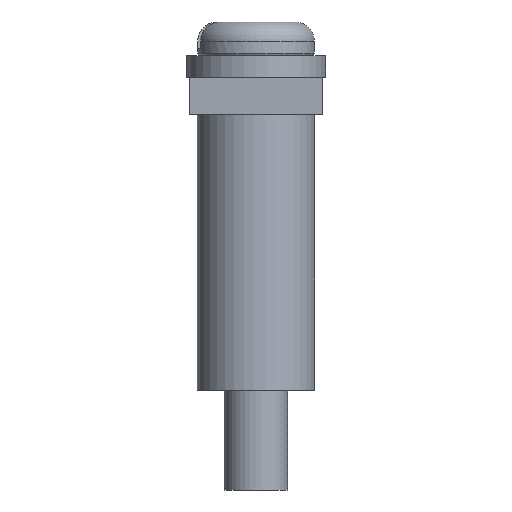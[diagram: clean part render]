
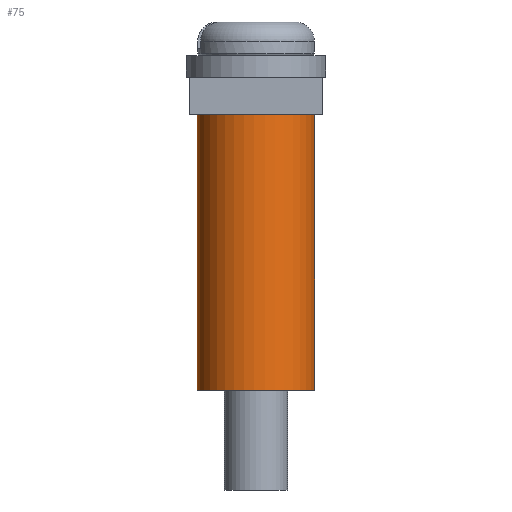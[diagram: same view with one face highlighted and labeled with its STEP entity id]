
A CAD part, front view. The second image highlights one B-rep face of the part: STEP entity #75.
In plain terms, the highlighted cylindrical face has radius 2.45 mm (diameter 4.9 mm), a full revolution.
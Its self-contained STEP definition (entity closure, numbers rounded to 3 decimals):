
#75 = ADVANCED_FACE ( 'NONE', ( #3381, #1489 ), #851, .T. ) ;
#434 = CARTESIAN_POINT ( 'NONE',  ( -9.496, -14.483, 23.025 ) ) ;
#499 = EDGE_CURVE ( 'NONE', #2577, #2577, #1801, .T. ) ;
#633 = EDGE_LOOP ( 'NONE', ( #3229 ) ) ;
#804 = CARTESIAN_POINT ( 'NONE',  ( -9.496, -14.483, 34.525 ) ) ;
#832 = DIRECTION ( 'NONE',  ( 0., 0., 1. ) ) ;
#851 = CYLINDRICAL_SURFACE ( 'NONE', #3348, 2.45 ) ;
#929 = CARTESIAN_POINT ( 'NONE',  ( -7.095, -14.974, 34.525 ) ) ;
#1086 = DIRECTION ( 'NONE',  ( 0., 0., 1. ) ) ;
#1386 = ORIENTED_EDGE ( 'NONE', *, *, #2688, .T. ) ;
#1479 = AXIS2_PLACEMENT_3D ( 'NONE', #3706, #832, #1840 ) ;
#1489 = FACE_OUTER_BOUND ( 'NONE', #2614, .T. ) ;
#1536 = CARTESIAN_POINT ( 'NONE',  ( -7.095, -14.974, 23.025 ) ) ;
#1801 = CIRCLE ( 'NONE', #1479, 2.45 ) ;
#1840 = DIRECTION ( 'NONE',  ( 0.98, -0.201, 0. ) ) ;
#2091 = CIRCLE ( 'NONE', #3750, 2.45 ) ;
#2113 = DIRECTION ( 'NONE',  ( 0., 0., -1. ) ) ;
#2332 = DIRECTION ( 'NONE',  ( 0.98, -0.201, 0. ) ) ;
#2577 = VERTEX_POINT ( 'NONE', #929 ) ;
#2614 = EDGE_LOOP ( 'NONE', ( #1386 ) ) ;
#2688 = EDGE_CURVE ( 'NONE', #3060, #3060, #2091, .T. ) ;
#3060 = VERTEX_POINT ( 'NONE', #1536 ) ;
#3229 = ORIENTED_EDGE ( 'NONE', *, *, #499, .F. ) ;
#3348 = AXIS2_PLACEMENT_3D ( 'NONE', #804, #2113, #3957 ) ;
#3381 = FACE_OUTER_BOUND ( 'NONE', #633, .T. ) ;
#3706 = CARTESIAN_POINT ( 'NONE',  ( -9.496, -14.483, 34.525 ) ) ;
#3750 = AXIS2_PLACEMENT_3D ( 'NONE', #434, #1086, #2332 ) ;
#3957 = DIRECTION ( 'NONE',  ( -0.98, 0.201, 0. ) ) ;
